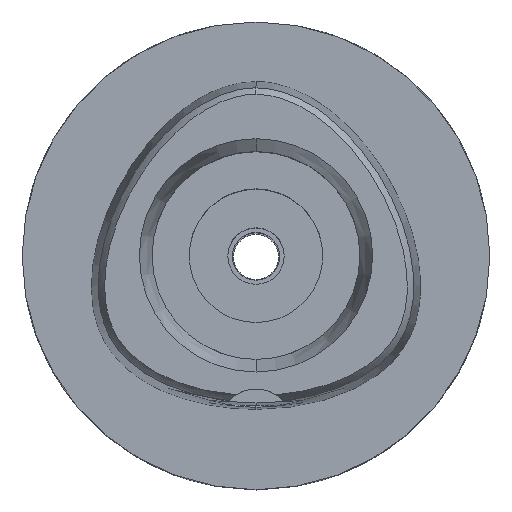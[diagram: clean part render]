
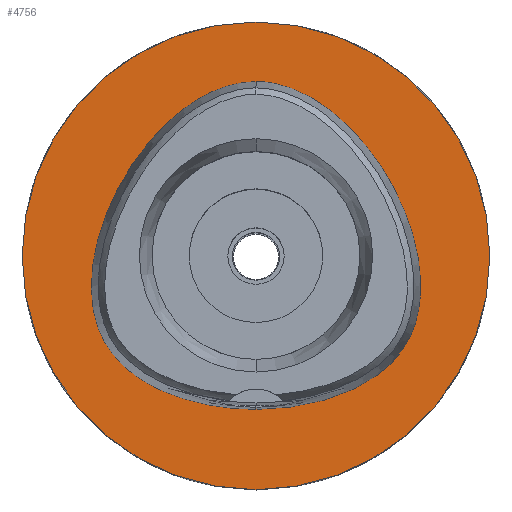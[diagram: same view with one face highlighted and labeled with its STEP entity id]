
A CAD part, top view. The second image highlights one B-rep face of the part: STEP entity #4756.
In plain terms, the highlighted planar face has unit normal (0, 0, 1).
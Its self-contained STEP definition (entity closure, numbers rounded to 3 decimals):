
#88 = VERTEX_POINT ( 'NONE', #1206 ) ;
#183 = DIRECTION ( 'NONE',  ( 0., -1., 0. ) ) ;
#198 = AXIS2_PLACEMENT_3D ( 'NONE', #2087, #2898, #1687 ) ;
#358 = CARTESIAN_POINT ( 'NONE',  ( 18.568, -14.169, 0. ) ) ;
#376 = CARTESIAN_POINT ( 'NONE',  ( -0.855, 23.475, 0. ) ) ;
#398 = CARTESIAN_POINT ( 'NONE',  ( 0., 23.475, 0. ) ) ;
#421 = CARTESIAN_POINT ( 'NONE',  ( -22.057, -6.848, 0. ) ) ;
#517 = CARTESIAN_POINT ( 'NONE',  ( -2.114, -20.675, 0. ) ) ;
#521 = EDGE_CURVE ( 'NONE', #4712, #88, #1049, .T. ) ;
#551 = CARTESIAN_POINT ( 'NONE',  ( 0., -20.675, 0. ) ) ;
#599 = EDGE_LOOP ( 'NONE', ( #4392, #4688 ) ) ;
#609 = B_SPLINE_CURVE_WITH_KNOTS ( 'NONE', 3,
 ( #398, #376, #3407, #1496, #3758, #2983, #3050, #3027, #2218, #4537, #1143, #421, #1941, #3732, #1870, #1849, #3386, #3002, #1220, #4639, #844, #517, #3176 ),
 .UNSPECIFIED., .F., .F.,
 ( 4, 1, 1, 1, 1, 1, 1, 1, 1, 1, 1, 1, 1, 1, 1, 1, 1, 1, 1, 1, 4 ),
 ( 0., 0.042, 0.083, 0.125, 0.167, 0.25, 0.333, 0.417, 0.5, 0.542, 0.583, 0.625, 0.646, 0.667, 0.688, 0.708, 0.75, 0.792, 0.833, 0.917, 1. ),
 .UNSPECIFIED. ) ;
#744 = CARTESIAN_POINT ( 'NONE',  ( 7.571, 21.315, 0. ) ) ;
#766 = CARTESIAN_POINT ( 'NONE',  ( 21.555, -8.996, 0. ) ) ;
#830 = DIRECTION ( 'NONE',  ( 0., 1., 0. ) ) ;
#844 = CARTESIAN_POINT ( 'NONE',  ( -6.341, -20.298, 0. ) ) ;
#853 = DIRECTION ( 'NONE',  ( 0., 0., -1. ) ) ;
#908 = ORIENTED_EDGE ( 'NONE', *, *, #521, .F. ) ;
#913 = PLANE ( 'NONE',  #198 ) ;
#1049 = CIRCLE ( 'NONE', #4528, 31.5 ) ;
#1057 = CARTESIAN_POINT ( 'NONE',  ( 19.649, -12.825, 0. ) ) ;
#1123 = VERTEX_POINT ( 'NONE', #2324 ) ;
#1124 = CARTESIAN_POINT ( 'NONE',  ( 5.098, 22.526, 0. ) ) ;
#1143 = CARTESIAN_POINT ( 'NONE',  ( -22.245, -4.1, 0. ) ) ;
#1147 = CARTESIAN_POINT ( 'NONE',  ( 2.565, 23.293, 0. ) ) ;
#1206 = CARTESIAN_POINT ( 'NONE',  ( 0., 31.5, 0. ) ) ;
#1220 = CARTESIAN_POINT ( 'NONE',  ( -14.673, -17.214, 0. ) ) ;
#1289 = FACE_BOUND ( 'NONE', #599, .T. ) ;
#1305 = EDGE_CURVE ( 'NONE', #88, #4712, #2928, .T. ) ;
#1333 = CARTESIAN_POINT ( 'NONE',  ( 0., -31.5, 0. ) ) ;
#1427 = CARTESIAN_POINT ( 'NONE',  ( 2.114, -20.675, 0. ) ) ;
#1454 = CARTESIAN_POINT ( 'NONE',  ( 20.35, -11.749, 0. ) ) ;
#1479 = CARTESIAN_POINT ( 'NONE',  ( 0., 23.475, 0. ) ) ;
#1496 = CARTESIAN_POINT ( 'NONE',  ( -5.098, 22.526, 0. ) ) ;
#1582 = EDGE_CURVE ( 'NONE', #1809, #1123, #3859, .T. ) ;
#1687 = DIRECTION ( 'NONE',  ( 0., -1., 0. ) ) ;
#1809 = VERTEX_POINT ( 'NONE', #4269 ) ;
#1849 = CARTESIAN_POINT ( 'NONE',  ( -19.649, -12.825, 0. ) ) ;
#1870 = CARTESIAN_POINT ( 'NONE',  ( -20.35, -11.749, 0. ) ) ;
#1873 = CARTESIAN_POINT ( 'NONE',  ( 6.341, -20.298, 0. ) ) ;
#1941 = CARTESIAN_POINT ( 'NONE',  ( -21.555, -8.996, 0. ) ) ;
#2087 = CARTESIAN_POINT ( 'NONE',  ( 0., 0., 0. ) ) ;
#2218 = CARTESIAN_POINT ( 'NONE',  ( -20.749, 4.657, 0. ) ) ;
#2247 = CARTESIAN_POINT ( 'NONE',  ( 16.959, -15.678, 0. ) ) ;
#2324 = CARTESIAN_POINT ( 'NONE',  ( 0., 23.475, 0. ) ) ;
#2380 = AXIS2_PLACEMENT_3D ( 'NONE', #2743, #853, #830 ) ;
#2403 = ORIENTED_EDGE ( 'NONE', *, *, #1305, .F. ) ;
#2487 = EDGE_LOOP ( 'NONE', ( #2403, #908 ) ) ;
#2493 = CARTESIAN_POINT ( 'NONE',  ( 0., 0., 0. ) ) ;
#2640 = CARTESIAN_POINT ( 'NONE',  ( 0.855, 23.475, 0. ) ) ;
#2743 = CARTESIAN_POINT ( 'NONE',  ( 0., 0., 0. ) ) ;
#2898 = DIRECTION ( 'NONE',  ( 0., 0., -1. ) ) ;
#2928 = CIRCLE ( 'NONE', #2380, 31.5 ) ;
#2983 = CARTESIAN_POINT ( 'NONE',  ( -10.746, 19.174, 0. ) ) ;
#2986 = CARTESIAN_POINT ( 'NONE',  ( 20.932, -10.604, 0. ) ) ;
#3002 = CARTESIAN_POINT ( 'NONE',  ( -16.959, -15.678, 0. ) ) ;
#3006 = CARTESIAN_POINT ( 'NONE',  ( 14.673, -17.214, 0. ) ) ;
#3027 = CARTESIAN_POINT ( 'NONE',  ( -18.068, 10.432, 0. ) ) ;
#3050 = CARTESIAN_POINT ( 'NONE',  ( -14.408, 15.641, 0. ) ) ;
#3176 = CARTESIAN_POINT ( 'NONE',  ( 0., -20.675, 0. ) ) ;
#3313 = CARTESIAN_POINT ( 'NONE',  ( 21.978, -0.281, 0. ) ) ;
#3342 = CARTESIAN_POINT ( 'NONE',  ( 20.749, 4.657, 0. ) ) ;
#3386 = CARTESIAN_POINT ( 'NONE',  ( -18.568, -14.169, 0. ) ) ;
#3389 = CARTESIAN_POINT ( 'NONE',  ( 18.068, 10.432, 0. ) ) ;
#3407 = CARTESIAN_POINT ( 'NONE',  ( -2.565, 23.293, 0. ) ) ;
#3732 = CARTESIAN_POINT ( 'NONE',  ( -20.932, -10.604, 0. ) ) ;
#3736 = CARTESIAN_POINT ( 'NONE',  ( 14.408, 15.641, 0. ) ) ;
#3758 = CARTESIAN_POINT ( 'NONE',  ( -7.571, 21.315, 0. ) ) ;
#3859 = B_SPLINE_CURVE_WITH_KNOTS ( 'NONE', 3,
 ( #551, #1427, #1873, #4102, #3006, #2247, #358, #1057, #1454, #2986, #766, #4870, #4146, #3313, #3342, #3389, #3736, #4847, #744, #1124, #1147, #2640, #1479 ),
 .UNSPECIFIED., .F., .F.,
 ( 4, 1, 1, 1, 1, 1, 1, 1, 1, 1, 1, 1, 1, 1, 1, 1, 1, 1, 1, 1, 4 ),
 ( 0., 0.083, 0.167, 0.208, 0.25, 0.292, 0.313, 0.333, 0.354, 0.375, 0.417, 0.458, 0.5, 0.583, 0.667, 0.75, 0.833, 0.875, 0.917, 0.958, 1. ),
 .UNSPECIFIED. ) ;
#3877 = EDGE_CURVE ( 'NONE', #1123, #1809, #609, .T. ) ;
#3946 = FACE_OUTER_BOUND ( 'NONE', #2487, .T. ) ;
#4006 = DIRECTION ( 'NONE',  ( 0., 0., -1. ) ) ;
#4102 = CARTESIAN_POINT ( 'NONE',  ( 11.233, -18.893, 0. ) ) ;
#4146 = CARTESIAN_POINT ( 'NONE',  ( 22.245, -4.1, 0. ) ) ;
#4269 = CARTESIAN_POINT ( 'NONE',  ( 0., -20.675, 0. ) ) ;
#4392 = ORIENTED_EDGE ( 'NONE', *, *, #3877, .F. ) ;
#4528 = AXIS2_PLACEMENT_3D ( 'NONE', #2493, #4006, #183 ) ;
#4537 = CARTESIAN_POINT ( 'NONE',  ( -21.978, -0.281, 0. ) ) ;
#4639 = CARTESIAN_POINT ( 'NONE',  ( -11.233, -18.893, 0. ) ) ;
#4688 = ORIENTED_EDGE ( 'NONE', *, *, #1582, .F. ) ;
#4712 = VERTEX_POINT ( 'NONE', #1333 ) ;
#4756 = ADVANCED_FACE ( 'NONE', ( #3946, #1289 ), #913, .F. ) ;
#4847 = CARTESIAN_POINT ( 'NONE',  ( 10.746, 19.174, 0. ) ) ;
#4870 = CARTESIAN_POINT ( 'NONE',  ( 22.057, -6.848, 0. ) ) ;
